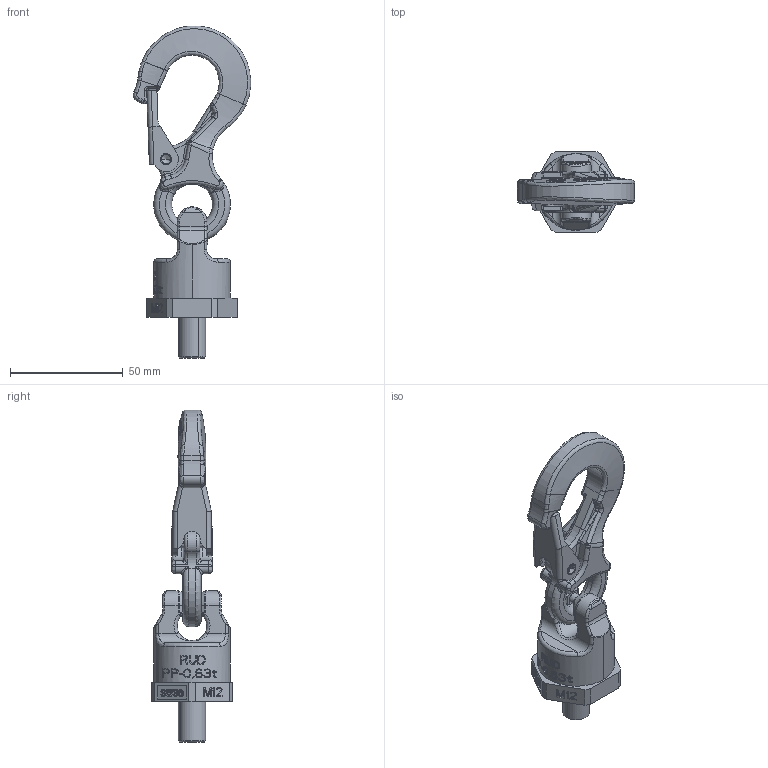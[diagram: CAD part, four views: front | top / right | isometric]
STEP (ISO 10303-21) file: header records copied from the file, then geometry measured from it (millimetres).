
FILE_DESCRIPTION((''),'2;1');
FILE_NAME('001-M31453-P-20_ASM','2019-09-10T',('anja.joas'),(''),'PRO/ENGINEER BY PARAMETRIC TECHNOLOGY CORPORATION, 2011490','PRO/ENGINEER BY PARAMETRIC TECHNOLOGY CORPORATION, 2011490','');
FILE_SCHEMA(('CONFIG_CONTROL_DESIGN'));
Products named in the file (6): 001-M31453-P-20_AF0; 001-M31453-P-40; 001-M34327-P-02; 001-M31567-P-1; 001-M34327-P-02_ASM; 001-M31453-P-20_ASM
Assembly tree (5 placements, depth 3):
  001-M31453-P-20_ASM
    001-M31453-P-20_AF0
    001-M31453-P-40
    001-M34327-P-02_ASM
      001-M34327-P-02
      001-M31567-P-1
Bounding box: 51.93 x 36 x 146.97 mm (x, y, z)
Volume: 57966.1 mm3; surface area: 19687.2 mm2
Topology: 4 solids, 4 shells, 1518 faces, 4043 edges, 2592 vertices
Faces by surface type: plane 1083, bspline 219, cylinder 140, torus 56, sphere 14, cone 6
Entity records: 59171 total; most frequent: CARTESIAN_POINT 24842, ORIENTED_EDGE 8078, DIRECTION 5630, EDGE_CURVE 4039, VERTEX_POINT 2592, VECTOR 1954, LINE 1954, AXIS2_PLACEMENT_3D 1838
